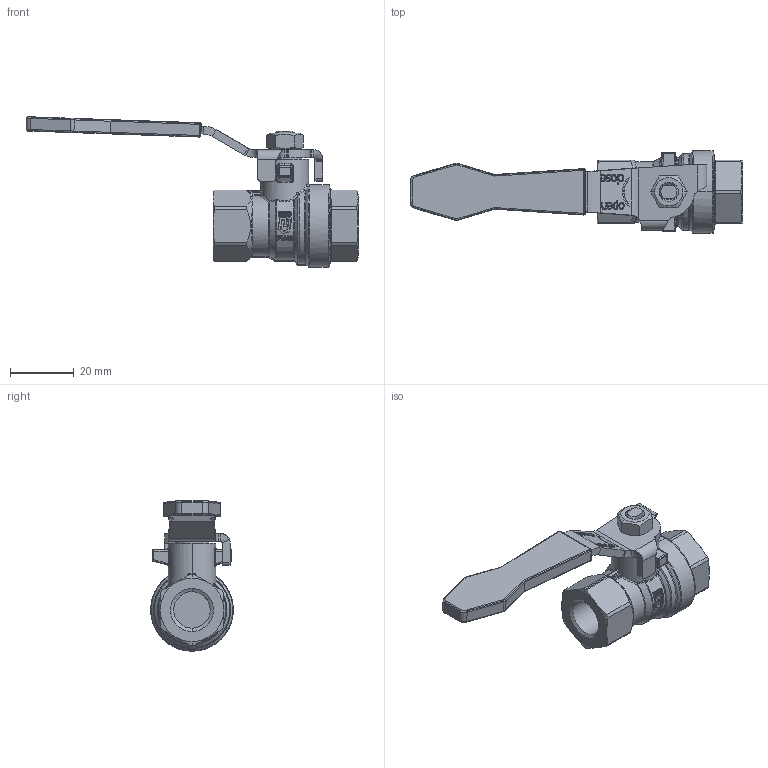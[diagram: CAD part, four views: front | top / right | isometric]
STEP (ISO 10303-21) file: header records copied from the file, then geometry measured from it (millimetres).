
FILE_DESCRIPTION(('HOOPS Exchange Step'),'2;1');
FILE_NAME('GK0200_DN8.stp','2025-02-21T09:13:18+01:00',('nieru'),('Unknown organisation'),'HOOPS Exchange 2024.2','HOOPS Exchange','Unknown authorisation');
FILE_SCHEMA( ('AP203_CONFIGURATION_CONTROLLED_3D_DESIGN_OF_MECHANICAL_PARTS_AND_ASSEMBLIES_MIM_LF') );
Length unit declared in the file: millimetre
Products named in the file (2): 0; root
Assembly tree (1 placements, depth 2):
  root
    0
Bounding box: 104.35 x 26 x 47.31 mm (x, y, z)
Volume: 22946.1 mm3; surface area: 9518.6 mm2
Topology: 3 solids, 3 shells, 1488 faces, 3599 edges, 2122 vertices
Faces by surface type: bspline 734, cylinder 361, plane 211, torus 114, cone 42, sphere 26
Full cylindrical faces by diameter (mm): 4.917 x1, 6 x2, 11.445 x1
Entity records: 84088 total; most frequent: CARTESIAN_POINT 54205, ORIENTED_EDGE 7120, DIRECTION 4460, EDGE_CURVE 3560, VERTEX_POINT 2122, AXIS2_PLACEMENT_3D 1843, B_SPLINE_CURVE_WITH_KNOTS 1649, EDGE_LOOP 1536
